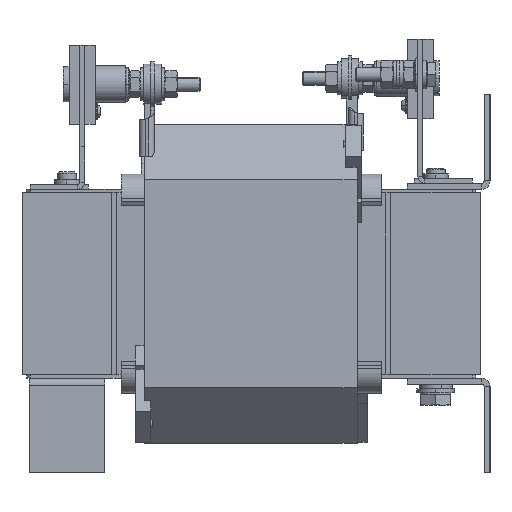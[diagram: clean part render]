
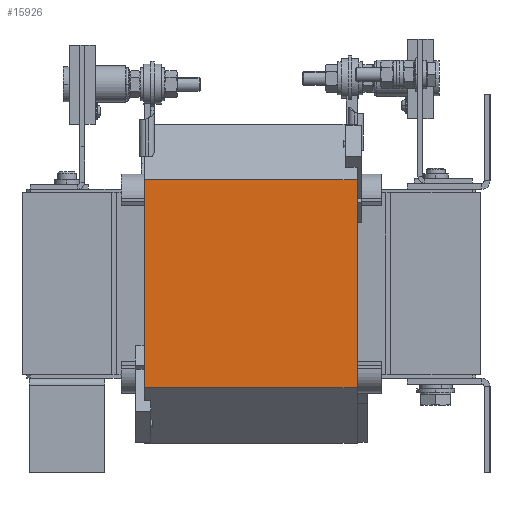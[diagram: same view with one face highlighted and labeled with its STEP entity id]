
A CAD part, left-side view. The second image highlights one B-rep face of the part: STEP entity #15926.
In plain terms, the highlighted planar face has unit normal (-1, 0, 0).
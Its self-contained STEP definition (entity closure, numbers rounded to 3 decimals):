
#666 = CARTESIAN_POINT ( 'NONE',  ( -144.625, 33.25, 44. ) ) ;
#800 = LINE ( 'NONE', #666, #2221 ) ;
#2075 = ORIENTED_EDGE ( 'NONE', *, *, #52746, .T. ) ;
#2221 = VECTOR ( 'NONE', #3676, 1000. ) ;
#2819 = EDGE_LOOP ( 'NONE', ( #11777, #56876, #5152, #2075 ) ) ;
#3060 = DIRECTION ( 'NONE',  ( -1., 0., 0. ) ) ;
#3676 = DIRECTION ( 'NONE',  ( 0., 0., 1. ) ) ;
#5152 = ORIENTED_EDGE ( 'NONE', *, *, #10828, .F. ) ;
#8079 = CARTESIAN_POINT ( 'NONE',  ( -144.625, 33.25, 44. ) ) ;
#9113 = VECTOR ( 'NONE', #52023, 1000. ) ;
#10828 = EDGE_CURVE ( 'Defeature ausgef�hrt2_18+Defeature ausgef�hrt2_24+Defeature ausgef�hrt2_25+Defeature ausgef�hrt2_12', #11404, #24833, #28213, .T. ) ;
#11404 = VERTEX_POINT ( 'NONE', #54042 ) ;
#11777 = ORIENTED_EDGE ( 'NONE', *, *, #32471, .T. ) ;
#15264 = CARTESIAN_POINT ( 'NONE',  ( -144.625, 33.25, 44. ) ) ;
#15926 = ADVANCED_FACE ( 'Defeature ausgef�hrt2_24', ( #46178 ), #25954, .T. ) ;
#17464 = VERTEX_POINT ( 'NONE', #54126 ) ;
#19377 = EDGE_CURVE ( 'Defeature ausgef�hrt2_12+Defeature ausgef�hrt2_24+Defeature ausgef�hrt2_18+Defeature ausgef�hrt2_10', #24833, #17464, #50347, .T. ) ;
#21263 = LINE ( 'NONE', #15264, #9113 ) ;
#21695 = VECTOR ( 'NONE', #32378, 1000. ) ;
#24833 = VERTEX_POINT ( 'NONE', #48326 ) ;
#25954 = PLANE ( 'NONE',  #47613 ) ;
#27921 = CARTESIAN_POINT ( 'NONE',  ( -144.625, 33.25, 44. ) ) ;
#28213 = LINE ( 'NONE', #32181, #21695 ) ;
#32181 = CARTESIAN_POINT ( 'NONE',  ( -144.625, 33.25, -44. ) ) ;
#32378 = DIRECTION ( 'NONE',  ( 0., 1., 0. ) ) ;
#32389 = VECTOR ( 'NONE', #42293, 1000. ) ;
#32471 = EDGE_CURVE ( 'Defeature ausgef�hrt2_24+Defeature ausgef�hrt2_10+Defeature ausgef�hrt2_25+Defeature ausgef�hrt2_12', #50726, #17464, #21263, .T. ) ;
#42293 = DIRECTION ( 'NONE',  ( 0., 0., 1. ) ) ;
#45178 = CARTESIAN_POINT ( 'NONE',  ( -144.625, 123.25, 44. ) ) ;
#46178 = FACE_OUTER_BOUND ( 'NONE', #2819, .T. ) ;
#47613 = AXIS2_PLACEMENT_3D ( 'NONE', #8079, #3060, #49046 ) ;
#48326 = CARTESIAN_POINT ( 'NONE',  ( -144.625, 123.25, -44. ) ) ;
#49046 = DIRECTION ( 'NONE',  ( 0., 1., 0. ) ) ;
#50347 = LINE ( 'NONE', #45178, #32389 ) ;
#50726 = VERTEX_POINT ( 'NONE', #27921 ) ;
#52023 = DIRECTION ( 'NONE',  ( 0., 1., 0. ) ) ;
#52746 = EDGE_CURVE ( 'Defeature ausgef�hrt2_24+Defeature ausgef�hrt2_25+Defeature ausgef�hrt2_18+Defeature ausgef�hrt2_10', #11404, #50726, #800, .T. ) ;
#54042 = CARTESIAN_POINT ( 'NONE',  ( -144.625, 33.25, -44. ) ) ;
#54126 = CARTESIAN_POINT ( 'NONE',  ( -144.625, 123.25, 44. ) ) ;
#56876 = ORIENTED_EDGE ( 'NONE', *, *, #19377, .F. ) ;
